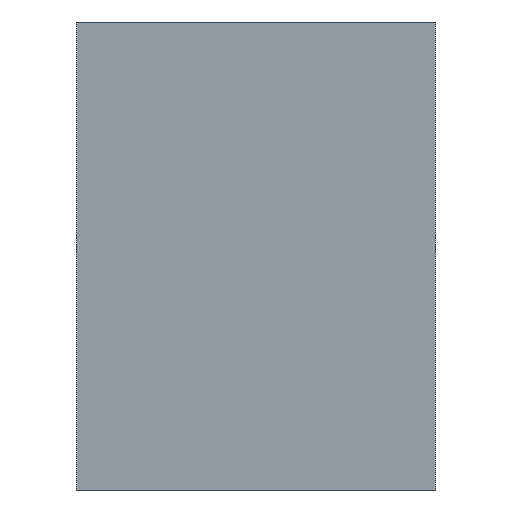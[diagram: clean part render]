
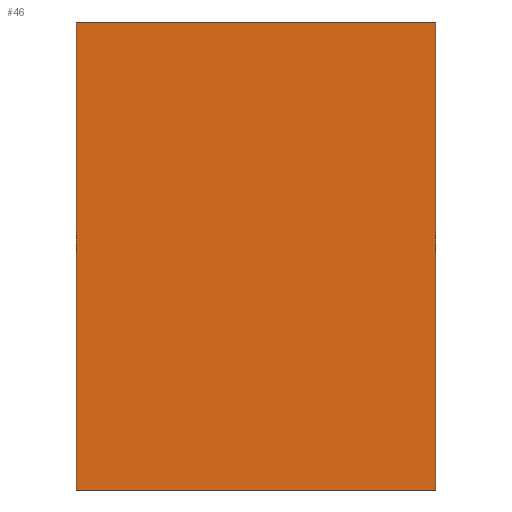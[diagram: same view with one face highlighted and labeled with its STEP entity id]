
A CAD part, left-side view. The second image highlights one B-rep face of the part: STEP entity #46.
In plain terms, the highlighted planar face has unit normal (-1, 0, 0).
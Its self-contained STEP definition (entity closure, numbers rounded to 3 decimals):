
#46 = ADVANCED_FACE( '', ( #92 ), #93, .F. );
#92 = FACE_OUTER_BOUND( '', #129, .T. );
#93 = PLANE( '', #130 );
#129 = EDGE_LOOP( '', ( #189, #190, #191, #192 ) );
#130 = AXIS2_PLACEMENT_3D( '', #193, #194, #195 );
#189 = ORIENTED_EDGE( '', *, *, #216, .T. );
#190 = ORIENTED_EDGE( '', *, *, #212, .F. );
#191 = ORIENTED_EDGE( '', *, *, #206, .F. );
#192 = ORIENTED_EDGE( '', *, *, #198, .T. );
#193 = CARTESIAN_POINT( '', ( -273., 21.5, 56. ) );
#194 = DIRECTION( '', ( 1., 0., 0. ) );
#195 = DIRECTION( '', ( 0., 0., -1. ) );
#198 = EDGE_CURVE( '', #224, #222, #225, .T. );
#206 = EDGE_CURVE( '', #224, #237, #238, .T. );
#212 = EDGE_CURVE( '', #237, #243, #247, .T. );
#216 = EDGE_CURVE( '', #222, #243, #252, .T. );
#222 = VERTEX_POINT( '', #258 );
#224 = VERTEX_POINT( '', #261 );
#225 = LINE( '', #262, #263 );
#237 = VERTEX_POINT( '', #277 );
#238 = LINE( '', #278, #279 );
#243 = VERTEX_POINT( '', #286 );
#247 = LINE( '', #292, #293 );
#252 = LINE( '', #299, #300 );
#258 = CARTESIAN_POINT( '', ( -273., 21.5, 0. ) );
#261 = CARTESIAN_POINT( '', ( -273., 21.5, 56. ) );
#262 = CARTESIAN_POINT( '', ( -273., 21.5, 56. ) );
#263 = VECTOR( '', #305, 1000. );
#277 = CARTESIAN_POINT( '', ( -273., -21.5, 56. ) );
#278 = CARTESIAN_POINT( '', ( -273., 21.5, 56. ) );
#279 = VECTOR( '', #317, 1000. );
#286 = CARTESIAN_POINT( '', ( -273., -21.5, 0. ) );
#292 = CARTESIAN_POINT( '', ( -273., -21.5, 56. ) );
#293 = VECTOR( '', #322, 1000. );
#299 = CARTESIAN_POINT( '', ( -273., 21.5, 0. ) );
#300 = VECTOR( '', #327, 1000. );
#305 = DIRECTION( '', ( 0., 0., -1. ) );
#317 = DIRECTION( '', ( 0., -1., 0. ) );
#322 = DIRECTION( '', ( 0., 0., -1. ) );
#327 = DIRECTION( '', ( 0., -1., 0. ) );
